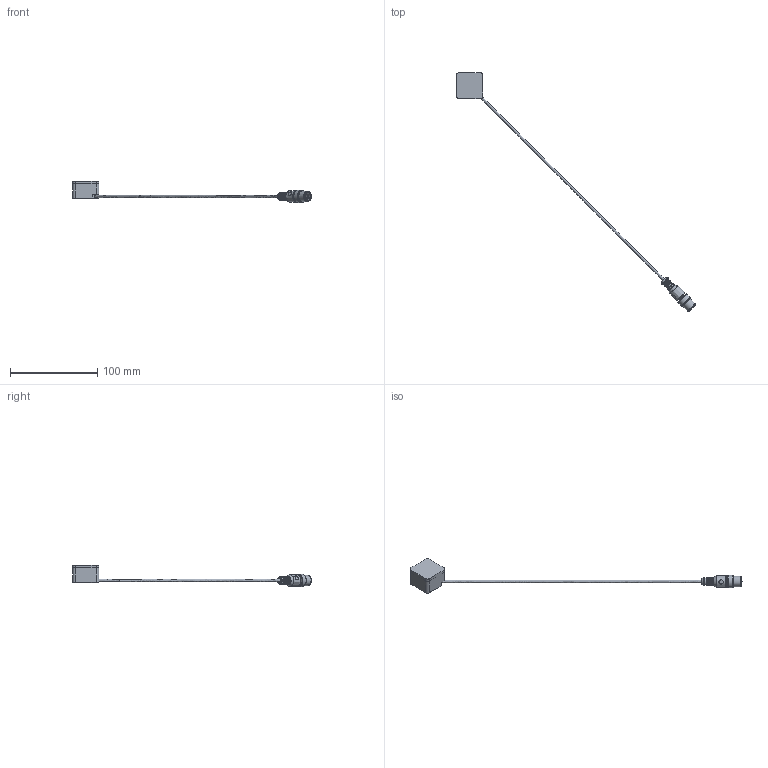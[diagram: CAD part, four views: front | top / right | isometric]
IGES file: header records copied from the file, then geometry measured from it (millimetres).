
Global section: file name: BE-F30-30RL; native system: Autodesk Inventor 2015; preprocessor: unknown; author: lck; date: 20150722.072431; units: millimetre
Bounding box: 273.16 x 273.16 x 24.73 mm (x, y, z)
Volume: 23961.7 mm3; surface area: 9554.2 mm2
Topology: 1 solids, 1 shells, 164 faces, 426 edges, 290 vertices
Faces by surface type: bspline 164
